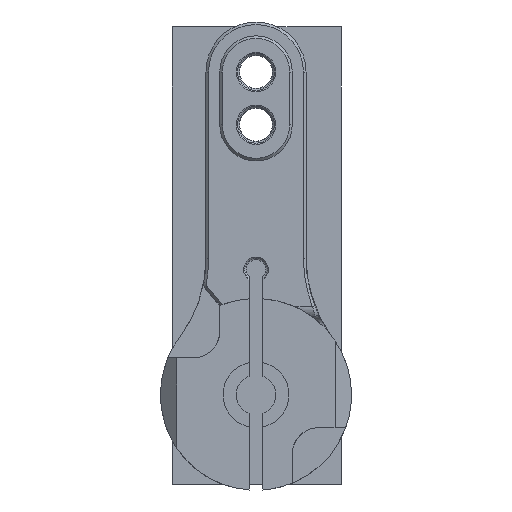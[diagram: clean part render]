
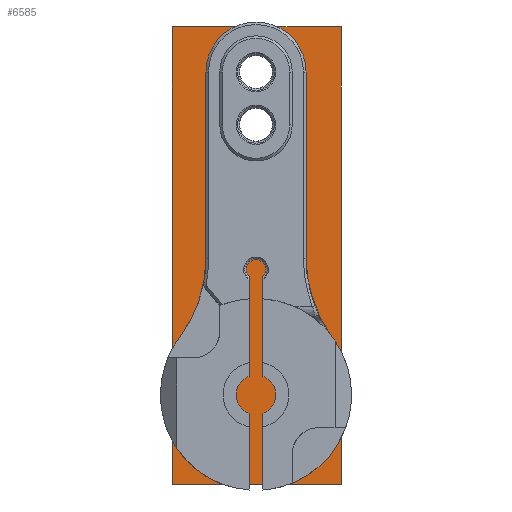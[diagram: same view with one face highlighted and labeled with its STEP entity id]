
A CAD part, front view. The second image highlights one B-rep face of the part: STEP entity #6585.
In plain terms, the highlighted planar face has unit normal (0, -1, 0).
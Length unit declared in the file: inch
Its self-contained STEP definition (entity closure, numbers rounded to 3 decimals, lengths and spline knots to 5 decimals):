
#46=FACE_BOUND('',#1067,.T.);
#47=FACE_BOUND('',#1068,.T.);
#96=PLANE('',#7473);
#679=FACE_OUTER_BOUND('',#1066,.T.);
#1066=EDGE_LOOP('',(#6006,#6007,#6008,#6009));
#1067=EDGE_LOOP('',(#6010));
#1068=EDGE_LOOP('',(#6011));
#1455=LINE('',#13039,#1853);
#1459=LINE('',#13047,#1857);
#1462=LINE('',#13053,#1860);
#1465=LINE('',#13058,#1863);
#1853=VECTOR('',#9599,0.3937);
#1857=VECTOR('',#9605,0.3937);
#1860=VECTOR('',#9610,0.3937);
#1863=VECTOR('',#9615,0.3937);
#2366=CIRCLE('',#7464,0.05944);
#2368=CIRCLE('',#7467,0.05758);
#2995=VERTEX_POINT('',#13027);
#2997=VERTEX_POINT('',#13033);
#2998=VERTEX_POINT('',#13037);
#2999=VERTEX_POINT('',#13038);
#3002=VERTEX_POINT('',#13046);
#3004=VERTEX_POINT('',#13052);
#3992=EDGE_CURVE('',#2995,#2995,#2366,.T.);
#3995=EDGE_CURVE('',#2997,#2997,#2368,.T.);
#3996=EDGE_CURVE('',#2998,#2999,#1455,.T.);
#4000=EDGE_CURVE('',#3002,#2998,#1459,.T.);
#4003=EDGE_CURVE('',#3004,#3002,#1462,.T.);
#4006=EDGE_CURVE('',#2999,#3004,#1465,.T.);
#6006=ORIENTED_EDGE('',*,*,#4006,.F.);
#6007=ORIENTED_EDGE('',*,*,#3996,.F.);
#6008=ORIENTED_EDGE('',*,*,#4000,.F.);
#6009=ORIENTED_EDGE('',*,*,#4003,.F.);
#6010=ORIENTED_EDGE('',*,*,#3995,.F.);
#6011=ORIENTED_EDGE('',*,*,#3992,.F.);
#6585=ADVANCED_FACE('',(#679,#46,#47),#96,.F.);
#7464=AXIS2_PLACEMENT_3D('',#13029,#9588,#9589);
#7467=AXIS2_PLACEMENT_3D('',#13035,#9595,#9596);
#7473=AXIS2_PLACEMENT_3D('',#13061,#9619,#9620);
#9588=DIRECTION('center_axis',(0.,-1.,0.));
#9589=DIRECTION('ref_axis',(1.,0.,0.));
#9595=DIRECTION('center_axis',(0.,-1.,0.));
#9596=DIRECTION('ref_axis',(1.,0.,0.));
#9599=DIRECTION('',(-1.,0.,0.));
#9605=DIRECTION('',(0.,0.,-1.));
#9610=DIRECTION('',(1.,0.,0.));
#9615=DIRECTION('',(0.,0.,1.));
#9619=DIRECTION('center_axis',(0.,1.,0.));
#9620=DIRECTION('ref_axis',(1.,0.,0.));
#13027=CARTESIAN_POINT('',(-0.05944,0.,0.965));
#13029=CARTESIAN_POINT('Origin',(0.,0.,0.965));
#13033=CARTESIAN_POINT('',(-0.05758,0.,0.805));
#13035=CARTESIAN_POINT('Origin',(0.,0.,0.805));
#13037=CARTESIAN_POINT('',(0.25499,0.,-0.26866));
#13038=CARTESIAN_POINT('',(-0.25,0.,-0.26866));
#13039=CARTESIAN_POINT('',(0.25499,0.,-0.26866));
#13046=CARTESIAN_POINT('',(0.25499,0.,1.1));
#13047=CARTESIAN_POINT('',(0.25499,0.,1.1));
#13052=CARTESIAN_POINT('',(-0.25,0.,1.1));
#13053=CARTESIAN_POINT('',(-0.25,0.,1.1));
#13058=CARTESIAN_POINT('',(-0.25,0.,-0.26866));
#13061=CARTESIAN_POINT('Origin',(0.00249,0.,0.41567));
